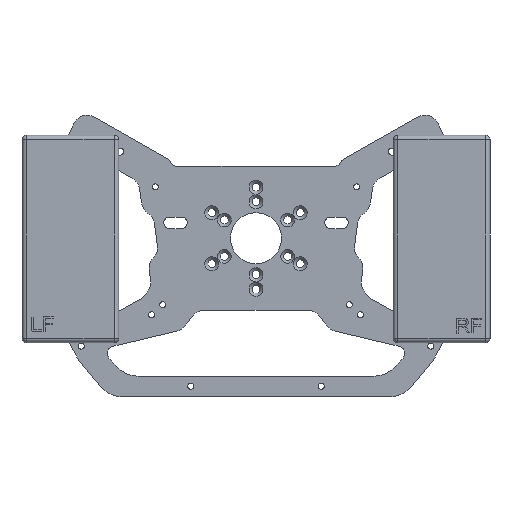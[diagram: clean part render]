
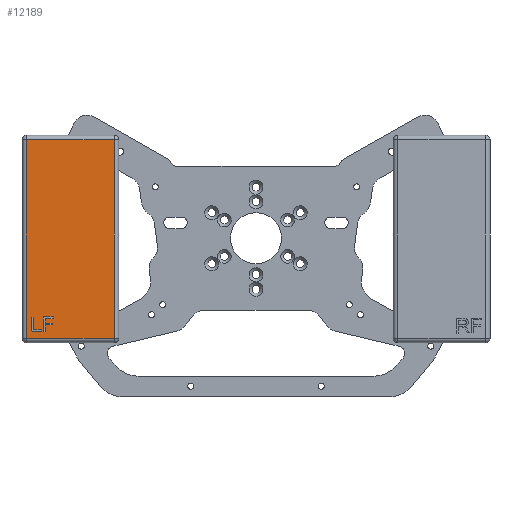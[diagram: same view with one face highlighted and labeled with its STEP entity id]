
A CAD part, front view. The second image highlights one B-rep face of the part: STEP entity #12189.
In plain terms, the highlighted planar face has unit normal (0, -1, 0).
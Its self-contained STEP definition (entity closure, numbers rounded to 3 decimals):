
#87=FACE_BOUND('',#3530,.T.);
#88=FACE_BOUND('',#3531,.T.);
#935=LINE('',#31282,#1772);
#939=LINE('',#31290,#1776);
#942=LINE('',#31296,#1779);
#945=LINE('',#31302,#1782);
#948=LINE('',#31308,#1785);
#951=LINE('',#31314,#1788);
#954=LINE('',#31320,#1791);
#957=LINE('',#31326,#1794);
#960=LINE('',#31332,#1797);
#963=LINE('',#31337,#1800);
#965=LINE('',#31343,#1802);
#969=LINE('',#31351,#1806);
#972=LINE('',#31357,#1809);
#975=LINE('',#31363,#1812);
#978=LINE('',#31369,#1815);
#981=LINE('',#31374,#1818);
#1023=LINE('',#31499,#1860);
#1024=LINE('',#31508,#1861);
#1025=LINE('',#31510,#1862);
#1026=LINE('',#31512,#1863);
#1772=VECTOR('',#14908,10.);
#1776=VECTOR('',#14914,10.);
#1779=VECTOR('',#14919,10.);
#1782=VECTOR('',#14924,10.);
#1785=VECTOR('',#14929,10.);
#1788=VECTOR('',#14934,10.);
#1791=VECTOR('',#14939,10.);
#1794=VECTOR('',#14944,10.);
#1797=VECTOR('',#14949,10.);
#1800=VECTOR('',#14954,10.);
#1802=VECTOR('',#14960,10.);
#1806=VECTOR('',#14966,10.);
#1809=VECTOR('',#14971,10.);
#1812=VECTOR('',#14976,10.);
#1815=VECTOR('',#14981,10.);
#1818=VECTOR('',#14986,10.);
#1860=VECTOR('',#15108,10.);
#1861=VECTOR('',#15123,10.);
#1862=VECTOR('',#15126,10.);
#1863=VECTOR('',#15129,10.);
#2282=PLANE('',#13040);
#2808=FACE_OUTER_BOUND('',#3529,.T.);
#3529=EDGE_LOOP('',(#10190,#10191,#10192,#10193));
#3530=EDGE_LOOP('',(#10194,#10195,#10196,#10197,#10198,#10199,#10200,#10201,
#10202,#10203));
#3531=EDGE_LOOP('',(#10204,#10205,#10206,#10207,#10208,#10209));
#5485=VERTEX_POINT('',#31280);
#5486=VERTEX_POINT('',#31281);
#5489=VERTEX_POINT('',#31289);
#5491=VERTEX_POINT('',#31295);
#5493=VERTEX_POINT('',#31301);
#5495=VERTEX_POINT('',#31307);
#5497=VERTEX_POINT('',#31313);
#5499=VERTEX_POINT('',#31319);
#5501=VERTEX_POINT('',#31325);
#5503=VERTEX_POINT('',#31331);
#5505=VERTEX_POINT('',#31341);
#5506=VERTEX_POINT('',#31342);
#5509=VERTEX_POINT('',#31350);
#5511=VERTEX_POINT('',#31356);
#5513=VERTEX_POINT('',#31362);
#5515=VERTEX_POINT('',#31368);
#5557=VERTEX_POINT('',#31484);
#5558=VERTEX_POINT('',#31488);
#5559=VERTEX_POINT('',#31495);
#5560=VERTEX_POINT('',#31501);
#7052=EDGE_CURVE('',#5485,#5486,#935,.T.);
#7056=EDGE_CURVE('',#5489,#5485,#939,.T.);
#7059=EDGE_CURVE('',#5491,#5489,#942,.T.);
#7062=EDGE_CURVE('',#5493,#5491,#945,.T.);
#7065=EDGE_CURVE('',#5495,#5493,#948,.T.);
#7068=EDGE_CURVE('',#5497,#5495,#951,.T.);
#7071=EDGE_CURVE('',#5499,#5497,#954,.T.);
#7074=EDGE_CURVE('',#5501,#5499,#957,.T.);
#7077=EDGE_CURVE('',#5503,#5501,#960,.T.);
#7080=EDGE_CURVE('',#5486,#5503,#963,.T.);
#7082=EDGE_CURVE('',#5505,#5506,#965,.T.);
#7086=EDGE_CURVE('',#5509,#5505,#969,.T.);
#7089=EDGE_CURVE('',#5511,#5509,#972,.T.);
#7092=EDGE_CURVE('',#5513,#5511,#975,.T.);
#7095=EDGE_CURVE('',#5515,#5513,#978,.T.);
#7098=EDGE_CURVE('',#5506,#5515,#981,.T.);
#7160=EDGE_CURVE('',#5557,#5559,#1023,.T.);
#7165=EDGE_CURVE('',#5559,#5560,#1024,.T.);
#7166=EDGE_CURVE('',#5560,#5558,#1025,.T.);
#7167=EDGE_CURVE('',#5558,#5557,#1026,.T.);
#10190=ORIENTED_EDGE('',*,*,#7160,.T.);
#10191=ORIENTED_EDGE('',*,*,#7165,.T.);
#10192=ORIENTED_EDGE('',*,*,#7166,.T.);
#10193=ORIENTED_EDGE('',*,*,#7167,.T.);
#10194=ORIENTED_EDGE('',*,*,#7052,.T.);
#10195=ORIENTED_EDGE('',*,*,#7080,.T.);
#10196=ORIENTED_EDGE('',*,*,#7077,.T.);
#10197=ORIENTED_EDGE('',*,*,#7074,.T.);
#10198=ORIENTED_EDGE('',*,*,#7071,.T.);
#10199=ORIENTED_EDGE('',*,*,#7068,.T.);
#10200=ORIENTED_EDGE('',*,*,#7065,.T.);
#10201=ORIENTED_EDGE('',*,*,#7062,.T.);
#10202=ORIENTED_EDGE('',*,*,#7059,.T.);
#10203=ORIENTED_EDGE('',*,*,#7056,.T.);
#10204=ORIENTED_EDGE('',*,*,#7082,.T.);
#10205=ORIENTED_EDGE('',*,*,#7098,.T.);
#10206=ORIENTED_EDGE('',*,*,#7095,.T.);
#10207=ORIENTED_EDGE('',*,*,#7092,.T.);
#10208=ORIENTED_EDGE('',*,*,#7089,.T.);
#10209=ORIENTED_EDGE('',*,*,#7086,.T.);
#12189=ADVANCED_FACE('',(#2808,#87,#88),#2282,.F.);
#13040=AXIS2_PLACEMENT_3D('',#31523,#15140,#15141);
#14908=DIRECTION('',(0.009,0.,-1.));
#14914=DIRECTION('',(-1.,0.,-0.009));
#14919=DIRECTION('',(0.009,0.,-1.));
#14924=DIRECTION('',(1.,0.,0.009));
#14929=DIRECTION('',(0.009,0.,-1.));
#14934=DIRECTION('',(-1.,0.,-0.009));
#14939=DIRECTION('',(0.009,0.,-1.));
#14944=DIRECTION('',(1.,0.,0.009));
#14949=DIRECTION('',(-0.009,0.,1.));
#14954=DIRECTION('',(-1.,0.,-0.009));
#14960=DIRECTION('',(0.009,0.,-1.));
#14966=DIRECTION('',(1.,0.,0.009));
#14971=DIRECTION('',(0.009,0.,-1.));
#14976=DIRECTION('',(1.,0.,0.009));
#14981=DIRECTION('',(-0.009,0.,1.));
#14986=DIRECTION('',(-1.,0.,-0.009));
#15108=DIRECTION('',(0.,0.,-1.));
#15123=DIRECTION('',(1.,0.,0.));
#15126=DIRECTION('',(0.,0.,1.));
#15129=DIRECTION('',(-1.,0.,0.));
#15140=DIRECTION('center_axis',(0.,1.,0.));
#15141=DIRECTION('ref_axis',(0.,0.,-1.));
#31280=CARTESIAN_POINT('',(-144.394,-7.,-59.406));
#31281=CARTESIAN_POINT('',(-144.354,-7.,-63.949));
#31282=CARTESIAN_POINT('',(-144.658,-7.,-30.045));
#31289=CARTESIAN_POINT('',(-139.702,-7.,-59.364));
#31290=CARTESIAN_POINT('',(-133.225,-7.,-59.306));
#31295=CARTESIAN_POINT('',(-139.712,-7.,-58.184));
#31296=CARTESIAN_POINT('',(-139.97,-7.,-29.413));
#31301=CARTESIAN_POINT('',(-144.405,-7.,-58.226));
#31302=CARTESIAN_POINT('',(-135.582,-7.,-58.147));
#31307=CARTESIAN_POINT('',(-144.433,-7.,-55.129));
#31308=CARTESIAN_POINT('',(-144.677,-7.,-27.907));
#31313=CARTESIAN_POINT('',(-139.01,-7.,-55.081));
#31314=CARTESIAN_POINT('',(-132.898,-7.,-55.026));
#31319=CARTESIAN_POINT('',(-139.021,-7.,-53.901));
#31320=CARTESIAN_POINT('',(-139.259,-7.,-27.268));
#31325=CARTESIAN_POINT('',(-145.767,-7.,-53.961));
#31326=CARTESIAN_POINT('',(-136.282,-7.,-53.876));
#31331=CARTESIAN_POINT('',(-145.677,-7.,-63.961));
#31332=CARTESIAN_POINT('',(-145.96,-7.,-32.328));
#31337=CARTESIAN_POINT('',(-135.531,-7.,-63.87));
#31341=CARTESIAN_POINT('',(-147.331,-7.,-62.796));
#31342=CARTESIAN_POINT('',(-147.321,-7.,-63.976));
#31343=CARTESIAN_POINT('',(-147.61,-7.,-31.753));
#31350=CARTESIAN_POINT('',(-152.256,-7.,-62.84));
#31351=CARTESIAN_POINT('',(-139.487,-7.,-62.725));
#31356=CARTESIAN_POINT('',(-152.335,-7.,-54.02));
#31357=CARTESIAN_POINT('',(-152.574,-7.,-27.387));
#31362=CARTESIAN_POINT('',(-153.659,-7.,-54.032));
#31363=CARTESIAN_POINT('',(-140.228,-7.,-53.912));
#31368=CARTESIAN_POINT('',(-153.569,-7.,-64.032));
#31369=CARTESIAN_POINT('',(-153.852,-7.,-32.399));
#31374=CARTESIAN_POINT('',(-137.014,-7.,-63.883));
#31484=CARTESIAN_POINT('',(-157.425,-7.,67.521));
#31488=CARTESIAN_POINT('',(-97.123,-7.,67.521));
#31495=CARTESIAN_POINT('',(-157.425,-7.,-68.572));
#31499=CARTESIAN_POINT('',(-157.425,-7.,34.998));
#31501=CARTESIAN_POINT('',(-97.123,-7.,-68.572));
#31508=CARTESIAN_POINT('',(-143.85,-7.,-68.572));
#31510=CARTESIAN_POINT('',(-97.123,-7.,-36.049));
#31512=CARTESIAN_POINT('',(-110.699,-7.,67.521));
#31523=CARTESIAN_POINT('Origin',(-127.274,-7.,-0.526));
